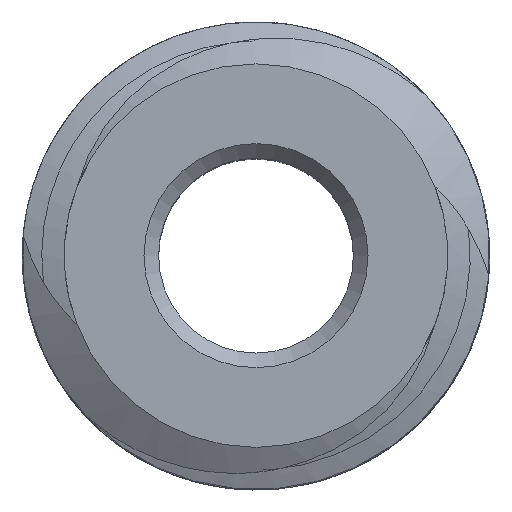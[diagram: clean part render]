
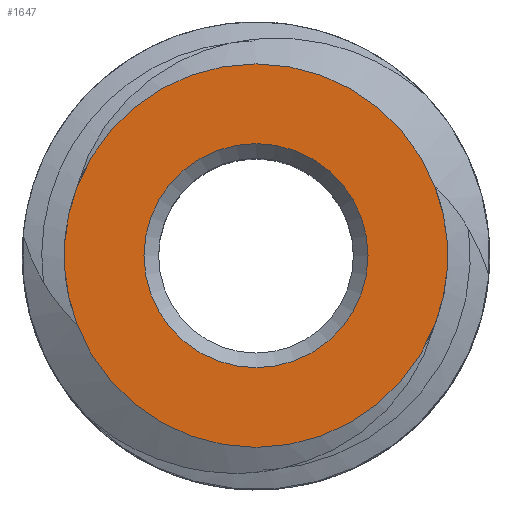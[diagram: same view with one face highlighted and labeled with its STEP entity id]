
A CAD part, top view. The second image highlights one B-rep face of the part: STEP entity #1647.
In plain terms, the highlighted planar face has unit normal (0, 0, 1).
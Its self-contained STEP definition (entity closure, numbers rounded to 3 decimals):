
#15=FACE_BOUND('',#280,.T.);
#19=PLANE('',#1724);
#88=CIRCLE('',#1693,4.921);
#89=CIRCLE('',#1695,4.921);
#90=CIRCLE('',#1698,4.921);
#94=CIRCLE('',#1705,2.875);
#100=CIRCLE('',#1717,4.921);
#185=FACE_OUTER_BOUND('',#279,.T.);
#279=EDGE_LOOP('',(#1413,#1414,#1415,#1416));
#280=EDGE_LOOP('',(#1417));
#624=VERTEX_POINT('',#3247);
#625=VERTEX_POINT('',#3274);
#628=VERTEX_POINT('',#3329);
#629=VERTEX_POINT('',#3388);
#649=VERTEX_POINT('',#3800);
#802=EDGE_CURVE('',#624,#625,#88,.T.);
#807=EDGE_CURVE('',#628,#629,#89,.T.);
#812=EDGE_CURVE('',#629,#624,#90,.T.);
#835=EDGE_CURVE('',#649,#649,#94,.T.);
#918=EDGE_CURVE('',#625,#628,#100,.T.);
#1413=ORIENTED_EDGE('',*,*,#807,.F.);
#1414=ORIENTED_EDGE('',*,*,#918,.F.);
#1415=ORIENTED_EDGE('',*,*,#802,.F.);
#1416=ORIENTED_EDGE('',*,*,#812,.F.);
#1417=ORIENTED_EDGE('',*,*,#835,.F.);
#1647=ADVANCED_FACE('',(#185,#15),#19,.T.);
#1693=AXIS2_PLACEMENT_3D('',#3275,#1774,#1775);
#1695=AXIS2_PLACEMENT_3D('',#3389,#1778,#1779);
#1698=AXIS2_PLACEMENT_3D('',#3549,#1784,#1785);
#1705=AXIS2_PLACEMENT_3D('',#3802,#1799,#1800);
#1717=AXIS2_PLACEMENT_3D('',#8431,#1838,#1839);
#1724=AXIS2_PLACEMENT_3D('',#12716,#1855,#1856);
#1774=DIRECTION('center_axis',(0.,0.,-1.));
#1775=DIRECTION('ref_axis',(-0.933,-0.359,0.));
#1778=DIRECTION('center_axis',(0.,0.,-1.));
#1779=DIRECTION('ref_axis',(0.933,0.359,0.));
#1784=DIRECTION('center_axis',(0.,0.,-1.));
#1785=DIRECTION('ref_axis',(0.933,-0.359,0.));
#1799=DIRECTION('center_axis',(0.,0.,1.));
#1800=DIRECTION('ref_axis',(0.,-1.,0.));
#1838=DIRECTION('center_axis',(0.,0.,-1.));
#1839=DIRECTION('ref_axis',(-0.933,0.359,0.));
#1855=DIRECTION('center_axis',(0.,0.,1.));
#1856=DIRECTION('ref_axis',(0.,-1.,0.));
#3247=CARTESIAN_POINT('',(-4.594,-1.766,9.));
#3274=CARTESIAN_POINT('',(-4.593,1.767,9.));
#3275=CARTESIAN_POINT('Origin',(0.,0.,9.));
#3329=CARTESIAN_POINT('',(4.594,1.766,9.));
#3388=CARTESIAN_POINT('',(4.593,-1.767,9.));
#3389=CARTESIAN_POINT('Origin',(0.,0.,9.));
#3549=CARTESIAN_POINT('Origin',(0.,0.,9.));
#3800=CARTESIAN_POINT('',(0.,2.875,9.));
#3802=CARTESIAN_POINT('Origin',(0.,0.,9.));
#8431=CARTESIAN_POINT('Origin',(0.,0.,9.));
#12716=CARTESIAN_POINT('Origin',(0.,0.,9.));
